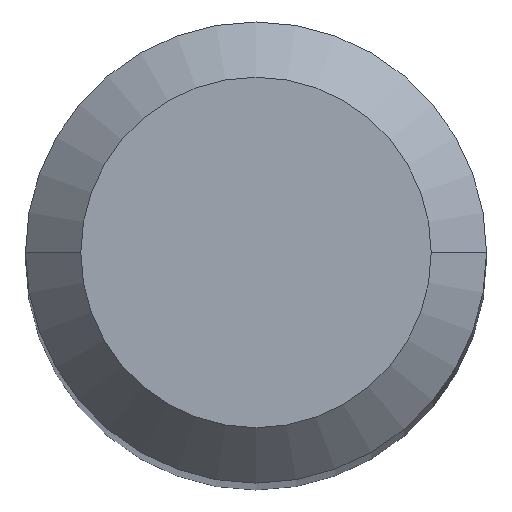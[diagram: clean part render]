
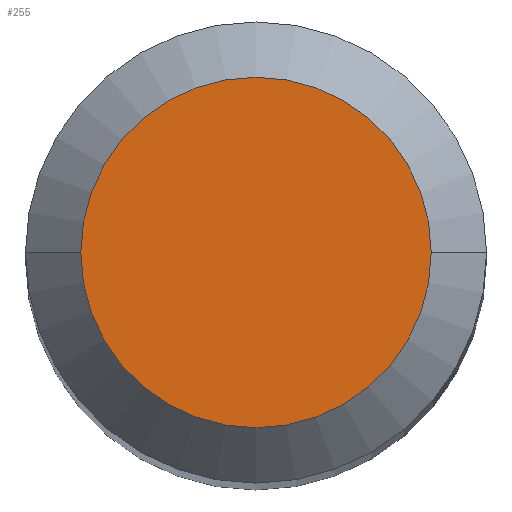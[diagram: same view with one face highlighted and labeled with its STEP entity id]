
A CAD part, top view. The second image highlights one B-rep face of the part: STEP entity #255.
In plain terms, the highlighted planar face has unit normal (0, 0, 1).
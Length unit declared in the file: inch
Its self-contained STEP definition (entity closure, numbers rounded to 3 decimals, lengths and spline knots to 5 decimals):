
#9 = EDGE_CURVE ( 'NONE', #19, #154, #163, .T. ) ;
#11 = EDGE_LOOP ( 'NONE', ( #385, #139 ) ) ;
#19 = VERTEX_POINT ( 'NONE', #125 ) ;
#21 = DIRECTION ( 'NONE',  ( 0., 0., -1. ) ) ;
#37 = CIRCLE ( 'NONE', #193, 0.0475 ) ;
#109 = AXIS2_PLACEMENT_3D ( 'NONE', #191, #21, #187 ) ;
#125 = CARTESIAN_POINT ( 'NONE',  ( 0.0475, 0., 0. ) ) ;
#139 = ORIENTED_EDGE ( 'NONE', *, *, #9, .T. ) ;
#154 = VERTEX_POINT ( 'NONE', #375 ) ;
#163 = CIRCLE ( 'NONE', #395, 0.0475 ) ;
#169 = DIRECTION ( 'NONE',  ( 1., 0., 0. ) ) ;
#187 = DIRECTION ( 'NONE',  ( -1., 0., 0. ) ) ;
#191 = CARTESIAN_POINT ( 'NONE',  ( 0., 0.0475, 0. ) ) ;
#193 = AXIS2_PLACEMENT_3D ( 'NONE', #363, #476, #517 ) ;
#255 = ADVANCED_FACE ( 'NONE', ( #432 ), #507, .F. ) ;
#363 = CARTESIAN_POINT ( 'NONE',  ( 0., 0., 0. ) ) ;
#372 = DIRECTION ( 'NONE',  ( 0., 0., 1. ) ) ;
#375 = CARTESIAN_POINT ( 'NONE',  ( -0.0475, 0., 0. ) ) ;
#379 = CARTESIAN_POINT ( 'NONE',  ( 0., 0., 0. ) ) ;
#385 = ORIENTED_EDGE ( 'NONE', *, *, #514, .T. ) ;
#395 = AXIS2_PLACEMENT_3D ( 'NONE', #379, #372, #169 ) ;
#432 = FACE_OUTER_BOUND ( 'NONE', #11, .T. ) ;
#476 = DIRECTION ( 'NONE',  ( 0., 0., 1. ) ) ;
#507 = PLANE ( 'NONE',  #109 ) ;
#514 = EDGE_CURVE ( 'NONE', #154, #19, #37, .T. ) ;
#517 = DIRECTION ( 'NONE',  ( 1., 0., 0. ) ) ;
